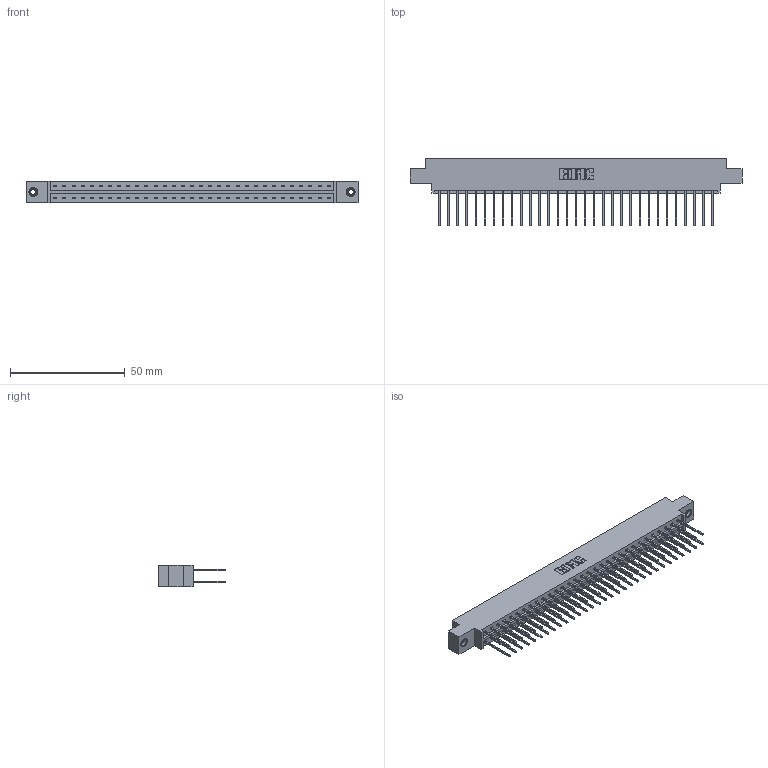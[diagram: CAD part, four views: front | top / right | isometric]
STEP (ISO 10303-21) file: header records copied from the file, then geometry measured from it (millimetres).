
FILE_DESCRIPTION (( 'STEP AP203' ), '1' );
FILE_NAME ('833-062-540-808.STEP', '2020-06-05T05:37:28', ( '' ), ( '' ), 'SwSTEP 2.0', 'SolidWorks 2020', '' );
FILE_SCHEMA (( 'CONFIG_CONTROL_DESIGN' ));
Length unit declared in the file: inch
Products named in the file (4): 345-250-001_345-250-003-102; 345-292-001_345-293-140; 833 Part_Offset - .156 Dia - TI; 833-062-540-808
Assembly tree (65 placements, depth 2):
  833-062-540-808
    833 Part_Offset - .156 Dia - TI
    345-292-001_345-293-140  x62
    345-250-001_345-250-003-102  x2
Bounding box: 144.37 x 29.47 x 9.4 mm (x, y, z)
Volume: 14637.6 mm3; surface area: 18583.5 mm2
Topology: 65 solids, 65 shells, 3402 faces, 10069 edges, 6622 vertices
Faces by surface type: plane 2338, cylinder 1048, cone 12, torus 4
Entity records: 22702 total; most frequent: CARTESIAN_POINT 3761, ORIENTED_EDGE 3690, DIRECTION 3263, EDGE_CURVE 1845, VECTOR 1697, LINE 1697, VERTEX_POINT 1224, AXIS2_PLACEMENT_3D 783
